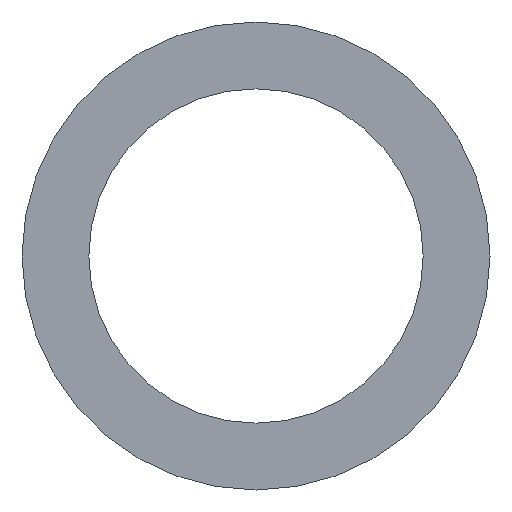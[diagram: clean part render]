
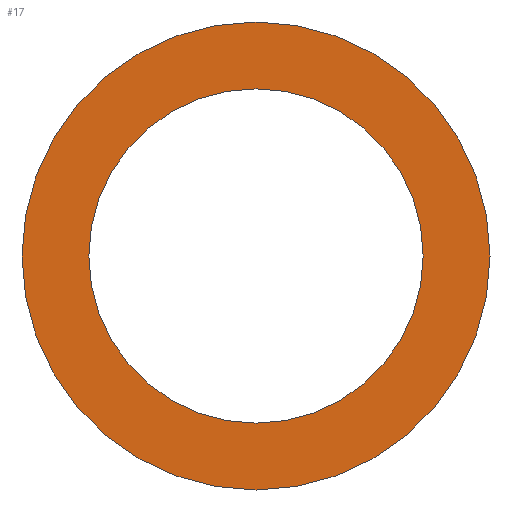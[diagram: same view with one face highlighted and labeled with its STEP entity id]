
A CAD part, front view. The second image highlights one B-rep face of the part: STEP entity #17.
In plain terms, the highlighted planar face has unit normal (0, -1, 0).
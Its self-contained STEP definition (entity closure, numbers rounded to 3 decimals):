
#4 = EDGE_CURVE ( 'NONE', #236, #250, #235, .T. ) ;
#14 = CIRCLE ( 'NONE', #246, 14. ) ;
#17 = ADVANCED_FACE ( 'NONE', ( #146, #181 ), #50, .F. ) ;
#43 = CARTESIAN_POINT ( 'NONE',  ( 0., 0., 0. ) ) ;
#47 = AXIS2_PLACEMENT_3D ( 'NONE', #198, #204, #114 ) ;
#50 = PLANE ( 'NONE',  #243 ) ;
#58 = VERTEX_POINT ( 'NONE', #74 ) ;
#67 = DIRECTION ( 'NONE',  ( 0., -1., 0. ) ) ;
#72 = CARTESIAN_POINT ( 'NONE',  ( 0., 0., -10. ) ) ;
#74 = CARTESIAN_POINT ( 'NONE',  ( 0., 0., 14. ) ) ;
#75 = DIRECTION ( 'NONE',  ( 0., -1., 0. ) ) ;
#90 = CARTESIAN_POINT ( 'NONE',  ( 0., 0., 0. ) ) ;
#114 = DIRECTION ( 'NONE',  ( 0., 0., -1. ) ) ;
#117 = CARTESIAN_POINT ( 'NONE',  ( -10., 0., 0. ) ) ;
#146 = FACE_BOUND ( 'NONE', #255, .T. ) ;
#159 = ORIENTED_EDGE ( 'NONE', *, *, #4, .F. ) ;
#175 = DIRECTION ( 'NONE',  ( 0., 0., -1. ) ) ;
#176 = CARTESIAN_POINT ( 'NONE',  ( 0., 0., -14. ) ) ;
#181 = FACE_OUTER_BOUND ( 'NONE', #245, .T. ) ;
#182 = DIRECTION ( 'NONE',  ( 0., 1., 0. ) ) ;
#183 = ORIENTED_EDGE ( 'NONE', *, *, #260, .T. ) ;
#184 = DIRECTION ( 'NONE',  ( 0., 0., 1. ) ) ;
#198 = CARTESIAN_POINT ( 'NONE',  ( 0., 0., 0. ) ) ;
#204 = DIRECTION ( 'NONE',  ( 0., -1., 0. ) ) ;
#207 = ORIENTED_EDGE ( 'NONE', *, *, #227, .F. ) ;
#227 = EDGE_CURVE ( 'NONE', #250, #236, #288, .T. ) ;
#232 = CARTESIAN_POINT ( 'NONE',  ( 0., 0., 0. ) ) ;
#233 = CIRCLE ( 'NONE', #244, 14. ) ;
#234 = DIRECTION ( 'NONE',  ( 0., 0., -1. ) ) ;
#235 = CIRCLE ( 'NONE', #252, 10. ) ;
#236 = VERTEX_POINT ( 'NONE', #274 ) ;
#240 = EDGE_CURVE ( 'NONE', #298, #58, #14, .T. ) ;
#243 = AXIS2_PLACEMENT_3D ( 'NONE', #117, #182, #184 ) ;
#244 = AXIS2_PLACEMENT_3D ( 'NONE', #43, #67, #248 ) ;
#245 = EDGE_LOOP ( 'NONE', ( #265, #183 ) ) ;
#246 = AXIS2_PLACEMENT_3D ( 'NONE', #90, #277, #175 ) ;
#248 = DIRECTION ( 'NONE',  ( 0., 0., -1. ) ) ;
#250 = VERTEX_POINT ( 'NONE', #72 ) ;
#252 = AXIS2_PLACEMENT_3D ( 'NONE', #232, #75, #234 ) ;
#255 = EDGE_LOOP ( 'NONE', ( #207, #159 ) ) ;
#260 = EDGE_CURVE ( 'NONE', #58, #298, #233, .T. ) ;
#265 = ORIENTED_EDGE ( 'NONE', *, *, #240, .T. ) ;
#274 = CARTESIAN_POINT ( 'NONE',  ( 0., 0., 10. ) ) ;
#277 = DIRECTION ( 'NONE',  ( 0., -1., 0. ) ) ;
#288 = CIRCLE ( 'NONE', #47, 10. ) ;
#298 = VERTEX_POINT ( 'NONE', #176 ) ;
